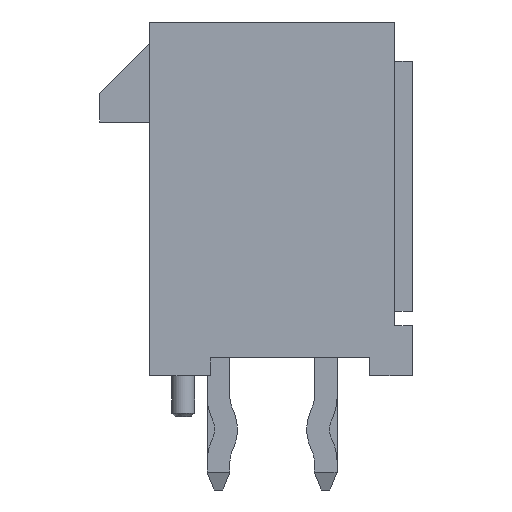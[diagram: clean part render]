
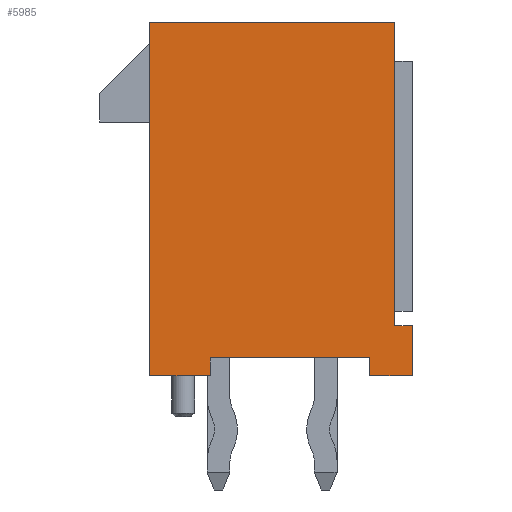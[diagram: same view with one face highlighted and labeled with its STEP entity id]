
A CAD part, front view. The second image highlights one B-rep face of the part: STEP entity #5985.
In plain terms, the highlighted planar face has unit normal (0, -1, 0).
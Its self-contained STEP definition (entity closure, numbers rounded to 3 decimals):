
#788=ORIENTED_EDGE('',*,*,#1989,.F.);
#789=ORIENTED_EDGE('',*,*,#2351,.T.);
#790=ORIENTED_EDGE('',*,*,#2236,.T.);
#791=ORIENTED_EDGE('',*,*,#2352,.T.);
#792=ORIENTED_EDGE('',*,*,#2342,.F.);
#793=ORIENTED_EDGE('',*,*,#2353,.T.);
#794=ORIENTED_EDGE('',*,*,#2354,.T.);
#795=ORIENTED_EDGE('',*,*,#1855,.F.);
#796=ORIENTED_EDGE('',*,*,#1977,.F.);
#797=ORIENTED_EDGE('',*,*,#2355,.F.);
#798=ORIENTED_EDGE('',*,*,#1991,.F.);
#1855=EDGE_CURVE('',#2716,#2717,#3286,.T.);
#1977=EDGE_CURVE('',#2828,#2716,#3408,.T.);
#1989=EDGE_CURVE('',#2839,#2840,#3420,.T.);
#1991=EDGE_CURVE('',#2840,#2841,#3421,.T.);
#2236=EDGE_CURVE('',#3040,#3039,#3666,.T.);
#2342=EDGE_CURVE('',#3092,#3093,#3772,.T.);
#2351=EDGE_CURVE('',#2839,#3040,#3781,.T.);
#2352=EDGE_CURVE('',#3039,#3093,#3782,.T.);
#2353=EDGE_CURVE('',#3092,#3098,#3783,.T.);
#2354=EDGE_CURVE('',#3098,#2717,#3784,.T.);
#2355=EDGE_CURVE('',#2841,#2828,#3785,.T.);
#2716=VERTEX_POINT('',#8120);
#2717=VERTEX_POINT('',#8122);
#2828=VERTEX_POINT('',#8362);
#2839=VERTEX_POINT('',#8389);
#2840=VERTEX_POINT('',#8390);
#2841=VERTEX_POINT('',#8393);
#3039=VERTEX_POINT('',#8870);
#3040=VERTEX_POINT('',#8872);
#3092=VERTEX_POINT('',#9066);
#3093=VERTEX_POINT('',#9068);
#3098=VERTEX_POINT('',#9086);
#3286=LINE('',#8121,#4130);
#3408=LINE('',#8363,#4252);
#3420=LINE('',#8388,#4264);
#3421=LINE('',#8392,#4265);
#3666=LINE('',#8871,#4510);
#3772=LINE('',#9067,#4616);
#3781=LINE('',#9083,#4625);
#3782=LINE('',#9084,#4626);
#3783=LINE('',#9085,#4627);
#3784=LINE('',#9087,#4628);
#3785=LINE('',#9088,#4629);
#4130=VECTOR('',#6596,1000.);
#4252=VECTOR('',#6734,1000.);
#4264=VECTOR('',#6752,1000.);
#4265=VECTOR('',#6755,1000.);
#4510=VECTOR('',#7070,1000.);
#4616=VECTOR('',#7250,1000.);
#4625=VECTOR('',#7263,1000.);
#4626=VECTOR('',#7264,1000.);
#4627=VECTOR('',#7265,1000.);
#4628=VECTOR('',#7266,1000.);
#4629=VECTOR('',#7267,1000.);
#5052=EDGE_LOOP('',(#788,#789,#790,#791,#792,#793,#794,#795,#796,#797,#798));
#5384=FACE_BOUND('',#5052,.T.);
#5698=PLANE('',#6322);
#5985=ADVANCED_FACE('',(#5384),#5698,.F.);
#6322=AXIS2_PLACEMENT_3D('',#9082,#7261,#7262);
#6596=DIRECTION('',(0.,0.,-1.));
#6734=DIRECTION('',(1.,0.,0.));
#6752=DIRECTION('',(-1.,0.,0.));
#6755=DIRECTION('',(-1.,0.,0.));
#7070=DIRECTION('',(1.,0.,0.));
#7250=DIRECTION('',(-1.,0.,0.));
#7261=DIRECTION('',(0.,1.,0.));
#7262=DIRECTION('',(0.,0.,1.));
#7263=DIRECTION('',(0.,0.,1.));
#7264=DIRECTION('',(0.,0.,-1.));
#7265=DIRECTION('',(0.,0.,1.));
#7266=DIRECTION('',(-1.,0.,0.));
#7267=DIRECTION('',(0.,0.,1.));
#8120=CARTESIAN_POINT('',(3.43,-10.85,4.95));
#8121=CARTESIAN_POINT('',(3.43,-10.85,4.95));
#8122=CARTESIAN_POINT('',(3.43,-10.85,-3.55));
#8362=CARTESIAN_POINT('',(-3.43,-10.85,4.95));
#8363=CARTESIAN_POINT('',(-3.43,-10.85,4.95));
#8388=CARTESIAN_POINT('',(3.43,-10.85,-4.95));
#8389=CARTESIAN_POINT('',(-1.73,-10.85,-4.95));
#8390=CARTESIAN_POINT('',(-2.49,-10.85,-4.95));
#8392=CARTESIAN_POINT('',(3.43,-10.85,-4.95));
#8393=CARTESIAN_POINT('',(-3.43,-10.85,-4.95));
#8870=CARTESIAN_POINT('',(2.73,-10.85,-4.45));
#8871=CARTESIAN_POINT('',(-2.73,-10.85,-4.45));
#8872=CARTESIAN_POINT('',(-1.73,-10.85,-4.45));
#9066=CARTESIAN_POINT('',(3.93,-10.85,-4.95));
#9067=CARTESIAN_POINT('',(3.43,-10.85,-4.95));
#9068=CARTESIAN_POINT('',(2.73,-10.85,-4.95));
#9082=CARTESIAN_POINT('',(0.,-10.85,0.));
#9083=CARTESIAN_POINT('',(-1.73,-10.85,-4.95));
#9084=CARTESIAN_POINT('',(2.73,-10.85,-4.45));
#9085=CARTESIAN_POINT('',(3.93,-10.85,-4.95));
#9086=CARTESIAN_POINT('',(3.93,-10.85,-3.55));
#9087=CARTESIAN_POINT('',(3.93,-10.85,-3.55));
#9088=CARTESIAN_POINT('',(-3.43,-10.85,-4.95));
